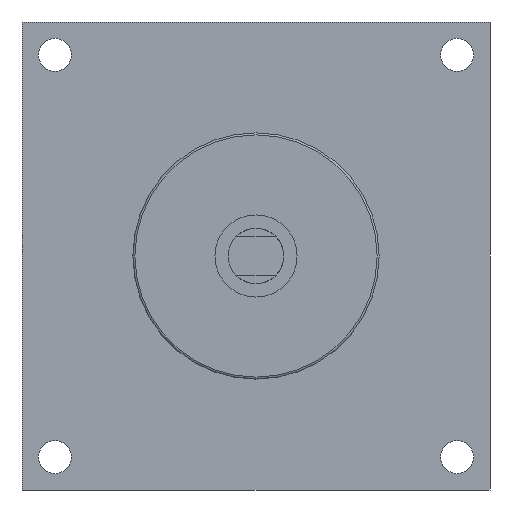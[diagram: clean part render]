
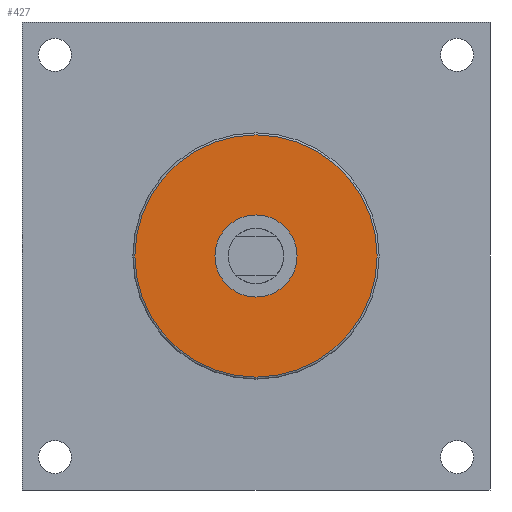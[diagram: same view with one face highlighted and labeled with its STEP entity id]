
A CAD part, front view. The second image highlights one B-rep face of the part: STEP entity #427.
In plain terms, the highlighted planar face has unit normal (0, -1, 0).
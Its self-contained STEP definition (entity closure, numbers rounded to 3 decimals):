
#66 = TOROIDAL_SURFACE('',#67,14.75,0.25);
#67 = AXIS2_PLACEMENT_3D('',#68,#69,#70);
#68 = CARTESIAN_POINT('',(0.,-36.25,0.));
#69 = DIRECTION('',(0.,-1.,0.));
#70 = DIRECTION('',(1.,0.,0.));
#114 = VERTEX_POINT('',#115);
#115 = CARTESIAN_POINT('',(14.75,-36.5,0.));
#139 = EDGE_CURVE('',#114,#114,#140,.T.);
#140 = SURFACE_CURVE('',#141,(#146,#153),.PCURVE_S1.);
#141 = CIRCLE('',#142,14.75);
#142 = AXIS2_PLACEMENT_3D('',#143,#144,#145);
#143 = CARTESIAN_POINT('',(0.,-36.5,0.));
#144 = DIRECTION('',(0.,-1.,0.));
#145 = DIRECTION('',(1.,0.,0.));
#146 = PCURVE('',#66,#147);
#147 = DEFINITIONAL_REPRESENTATION('',(#148),#152);
#148 = LINE('',#149,#150);
#149 = CARTESIAN_POINT('',(0.,1.571));
#150 = VECTOR('',#151,1.);
#151 = DIRECTION('',(1.,0.));
#152 = ( GEOMETRIC_REPRESENTATION_CONTEXT(2) 
PARAMETRIC_REPRESENTATION_CONTEXT() REPRESENTATION_CONTEXT('2D SPACE',''
  ) );
#153 = PCURVE('',#154,#159);
#154 = PLANE('',#155);
#155 = AXIS2_PLACEMENT_3D('',#156,#157,#158);
#156 = CARTESIAN_POINT('',(0.,-36.5,0.));
#157 = DIRECTION('',(0.,1.,0.));
#158 = DIRECTION('',(0.,0.,1.));
#159 = DEFINITIONAL_REPRESENTATION('',(#160),#168);
#160 = ( BOUNDED_CURVE() B_SPLINE_CURVE(2,(#161,#162,#163,#164,#165,#166
,#167),.UNSPECIFIED.,.T.,.F.) B_SPLINE_CURVE_WITH_KNOTS((1,2,2,2,2,1),(
    -2.094,0.,2.094,4.189,6.283,
8.378),.UNSPECIFIED.) CURVE() GEOMETRIC_REPRESENTATION_ITEM() 
RATIONAL_B_SPLINE_CURVE((1.,0.5,1.,0.5,1.,0.5,1.)) REPRESENTATION_ITEM(
  '') );
#161 = CARTESIAN_POINT('',(0.,14.75));
#162 = CARTESIAN_POINT('',(25.548,14.75));
#163 = CARTESIAN_POINT('',(12.774,-7.375));
#164 = CARTESIAN_POINT('',(0.,-29.5));
#165 = CARTESIAN_POINT('',(-12.774,-7.375));
#166 = CARTESIAN_POINT('',(-25.548,14.75));
#167 = CARTESIAN_POINT('',(0.,14.75));
#168 = ( GEOMETRIC_REPRESENTATION_CONTEXT(2) 
PARAMETRIC_REPRESENTATION_CONTEXT() REPRESENTATION_CONTEXT('2D SPACE',''
  ) );
#427 = ADVANCED_FACE('',(#428,#431),#154,.F.);
#428 = FACE_BOUND('',#429,.F.);
#429 = EDGE_LOOP('',(#430));
#430 = ORIENTED_EDGE('',*,*,#139,.F.);
#431 = FACE_BOUND('',#432,.F.);
#432 = EDGE_LOOP('',(#433));
#433 = ORIENTED_EDGE('',*,*,#434,.T.);
#434 = EDGE_CURVE('',#435,#435,#437,.T.);
#435 = VERTEX_POINT('',#436);
#436 = CARTESIAN_POINT('',(5.,-36.5,0.));
#437 = SURFACE_CURVE('',#438,(#443,#454),.PCURVE_S1.);
#438 = CIRCLE('',#439,5.);
#439 = AXIS2_PLACEMENT_3D('',#440,#441,#442);
#440 = CARTESIAN_POINT('',(0.,-36.5,0.));
#441 = DIRECTION('',(0.,-1.,0.));
#442 = DIRECTION('',(1.,0.,0.));
#443 = PCURVE('',#154,#444);
#444 = DEFINITIONAL_REPRESENTATION('',(#445),#453);
#445 = ( BOUNDED_CURVE() B_SPLINE_CURVE(2,(#446,#447,#448,#449,#450,#451
,#452),.UNSPECIFIED.,.T.,.F.) B_SPLINE_CURVE_WITH_KNOTS((1,2,2,2,2,1),(
    -2.094,0.,2.094,4.189,6.283,
8.378),.UNSPECIFIED.) CURVE() GEOMETRIC_REPRESENTATION_ITEM() 
RATIONAL_B_SPLINE_CURVE((1.,0.5,1.,0.5,1.,0.5,1.)) REPRESENTATION_ITEM(
  '') );
#446 = CARTESIAN_POINT('',(0.,5.));
#447 = CARTESIAN_POINT('',(8.66,5.));
#448 = CARTESIAN_POINT('',(4.33,-2.5));
#449 = CARTESIAN_POINT('',(0.,-10.));
#450 = CARTESIAN_POINT('',(-4.33,-2.5));
#451 = CARTESIAN_POINT('',(-8.66,5.));
#452 = CARTESIAN_POINT('',(0.,5.));
#453 = ( GEOMETRIC_REPRESENTATION_CONTEXT(2) 
PARAMETRIC_REPRESENTATION_CONTEXT() REPRESENTATION_CONTEXT('2D SPACE',''
  ) );
#454 = PCURVE('',#455,#460);
#455 = CYLINDRICAL_SURFACE('',#456,5.);
#456 = AXIS2_PLACEMENT_3D('',#457,#458,#459);
#457 = CARTESIAN_POINT('',(0.,-36.5,0.));
#458 = DIRECTION('',(0.,-1.,0.));
#459 = DIRECTION('',(1.,0.,0.));
#460 = DEFINITIONAL_REPRESENTATION('',(#461),#465);
#461 = LINE('',#462,#463);
#462 = CARTESIAN_POINT('',(0.,0.));
#463 = VECTOR('',#464,1.);
#464 = DIRECTION('',(1.,0.));
#465 = ( GEOMETRIC_REPRESENTATION_CONTEXT(2) 
PARAMETRIC_REPRESENTATION_CONTEXT() REPRESENTATION_CONTEXT('2D SPACE',''
  ) );
